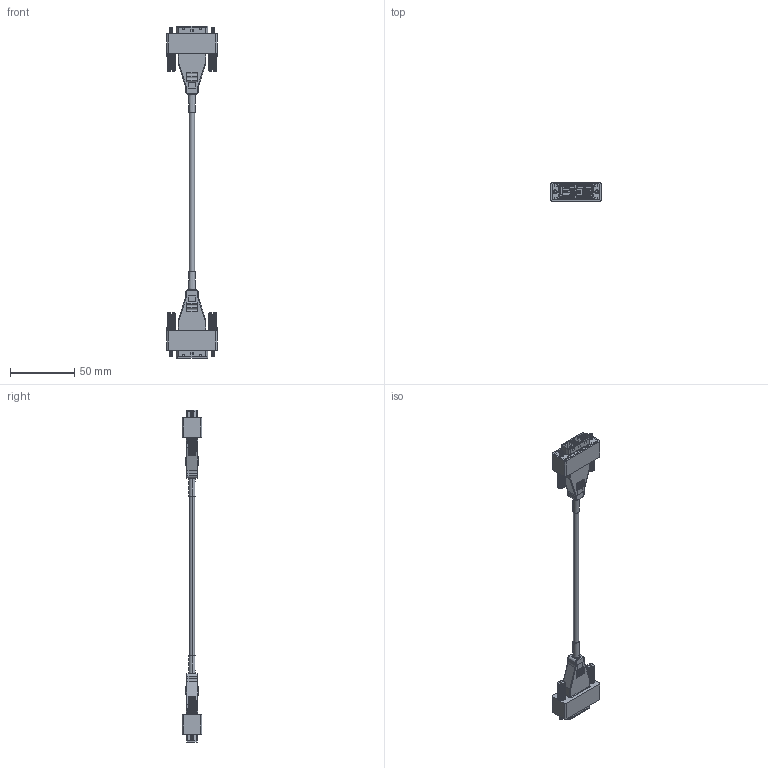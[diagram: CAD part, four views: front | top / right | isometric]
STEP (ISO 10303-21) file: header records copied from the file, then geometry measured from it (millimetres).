
FILE_DESCRIPTION (( 'STEP AP214' ), '1' );
FILE_NAME ('AOC-DVDV-S-015_3D.STEP', '2020-10-14T15:05:28', ( '' ), ( '' ), 'SwSTEP 2.0', 'SolidWorks 2018', '' );
FILE_SCHEMA (( 'AUTOMOTIVE_DESIGN' ));
Length unit declared in the file: inch
Products named in the file (8): DVI-AOC-MA2; 1AJ06-071-MA1___; DVI-AOC-MA1; CNDVID-SL-M___; DVI-AOC-MA2___; AOC-DVDV-S-015_3D; DVI-AOC CABLE; DVI-AOC SL M
Assembly tree (9 placements, depth 4):
  AOC-DVDV-S-015_3D
    DVI-AOC CABLE
    DVI-AOC SL M  x2
      DVI-AOC-MA1
      CNDVID-SL-M___
      DVI-AOC-MA2
        DVI-AOC-MA2___
        1AJ06-071-MA1___
Bounding box: 39.07 x 15.13 x 258.7 mm (x, y, z)
Volume: 29416 mm3; surface area: 23727.4 mm2
Topology: 19 solids, 19 shells, 8946 faces, 20648 edges, 11948 vertices
Faces by surface type: bspline 5070, plane 2006, cylinder 1658, cone 140, torus 72
Entity records: 124937 total; most frequent: CARTESIAN_POINT 74583, ORIENTED_EDGE 13162, DIRECTION 7104, EDGE_CURVE 6581, VERTEX_POINT 3887, EDGE_LOOP 2912, FACE_OUTER_BOUND 2807, ADVANCED_FACE 2807
